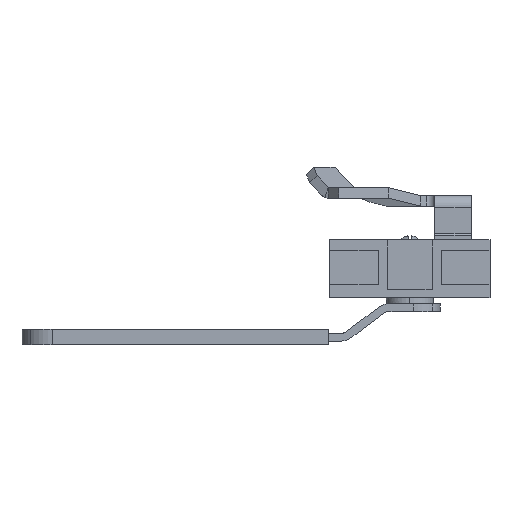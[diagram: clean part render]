
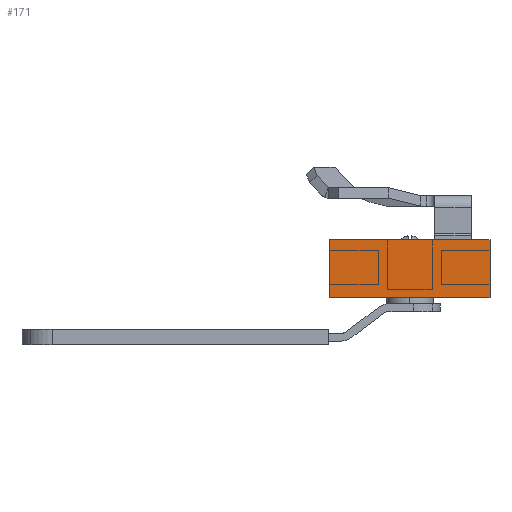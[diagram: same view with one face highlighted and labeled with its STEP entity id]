
A CAD part, left-side view. The second image highlights one B-rep face of the part: STEP entity #171.
In plain terms, the highlighted planar face has unit normal (-1, 0, 0).
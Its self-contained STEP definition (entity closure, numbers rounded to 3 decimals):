
#171=ADVANCED_FACE('',(#501),#5518,.T.);
#501=FACE_OUTER_BOUND('',#843,.T.);
#843=EDGE_LOOP('',(#1628,#1629,#1630,#1631));
#1628=ORIENTED_EDGE('',*,*,#3076,.T.);
#1629=ORIENTED_EDGE('',*,*,#3077,.T.);
#1630=ORIENTED_EDGE('',*,*,#3078,.T.);
#1631=ORIENTED_EDGE('',*,*,#3079,.T.);
#3076=EDGE_CURVE('',#4903,#4904,#4421,.T.);
#3077=EDGE_CURVE('',#4904,#4905,#4422,.T.);
#3078=EDGE_CURVE('',#4905,#4906,#4423,.T.);
#3079=EDGE_CURVE('',#4906,#4903,#4424,.T.);
#4421=B_SPLINE_CURVE_WITH_KNOTS('',1,(#8541,#8542),.UNSPECIFIED.,.F.,.F.,
(2,2),(0.,22.),.UNSPECIFIED.);
#4422=B_SPLINE_CURVE_WITH_KNOTS('',1,(#8543,#8544),.UNSPECIFIED.,.F.,.F.,
(2,2),(0.,61.),.UNSPECIFIED.);
#4423=B_SPLINE_CURVE_WITH_KNOTS('',1,(#8545,#8546),.UNSPECIFIED.,.F.,.F.,
(2,2),(0.,22.),.UNSPECIFIED.);
#4424=B_SPLINE_CURVE_WITH_KNOTS('',1,(#8547,#8548),.UNSPECIFIED.,.F.,.F.,
(2,2),(0.,61.),.UNSPECIFIED.);
#4903=VERTEX_POINT('',#8393);
#4904=VERTEX_POINT('',#8394);
#4905=VERTEX_POINT('',#8395);
#4906=VERTEX_POINT('',#8396);
#5518=PLANE('',#5865);
#5865=AXIS2_PLACEMENT_3D('',#8328,#6443,$);
#6443=DIRECTION('',(-1.,0.,0.));
#8328=CARTESIAN_POINT('',(-56.565,6.112,-22.016));
#8393=CARTESIAN_POINT('',(-56.565,0.,2.196));
#8394=CARTESIAN_POINT('',(-56.565,0.,-19.804));
#8395=CARTESIAN_POINT('',(-56.565,-61.,-19.804));
#8396=CARTESIAN_POINT('',(-56.565,-61.,2.196));
#8541=CARTESIAN_POINT('',(-56.565,0.,2.196));
#8542=CARTESIAN_POINT('',(-56.565,0.,-19.804));
#8543=CARTESIAN_POINT('',(-56.565,0.,-19.804));
#8544=CARTESIAN_POINT('',(-56.565,-61.,-19.804));
#8545=CARTESIAN_POINT('',(-56.565,-61.,-19.804));
#8546=CARTESIAN_POINT('',(-56.565,-61.,2.196));
#8547=CARTESIAN_POINT('',(-56.565,-61.,2.196));
#8548=CARTESIAN_POINT('',(-56.565,0.,2.196));
